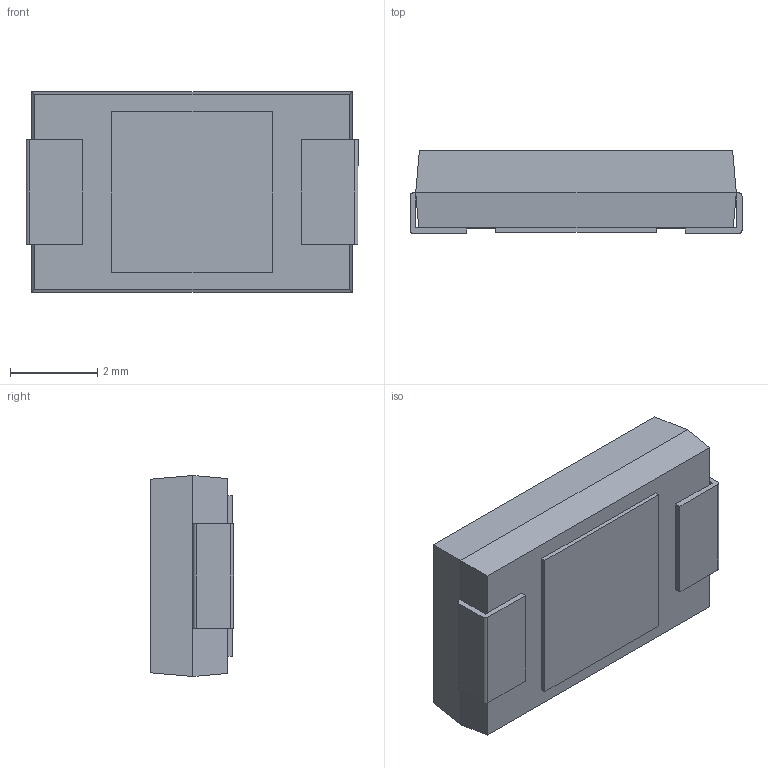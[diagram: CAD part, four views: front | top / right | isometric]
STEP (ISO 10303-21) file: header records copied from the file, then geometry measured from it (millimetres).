
FILE_DESCRIPTION (( 'STEP AP214' ), '1' );
FILE_NAME ('CTS7343V_L7.6W4.6H1.9S1.3F2.4.STEP', '2016-06-08T15:00:03', ( '' ), ( '' ), 'SwSTEP 2.0', 'SolidWorks 2014', '' );
FILE_SCHEMA (( 'AUTOMOTIVE_DESIGN' ));
Length unit declared in the file: millimetre
Products named in the file (5): Case_Cathode_14; Case_Anode_14; Case_Top_14; CTS7343V_L7.6W4.6H1.9S1.3F2.4; Case_Bottom_14
Assembly tree (4 placements, depth 2):
  CTS7343V_L7.6W4.6H1.9S1.3F2.4
    Case_Bottom_14
    Case_Top_14
    Case_Cathode_14
    Case_Anode_14
Bounding box: 7.6 x 1.9 x 4.6 mm (x, y, z)
Volume: 60.8 mm3; surface area: 199.1 mm2
Topology: 7 solids, 7 shells, 94 faces, 237 edges, 158 vertices
Faces by surface type: plane 90, cylinder 4
Entity records: 3621 total; most frequent: CARTESIAN_POINT 496, ORIENTED_EDGE 474, DIRECTION 447, EDGE_CURVE 237, VECTOR 229, LINE 229, VERTEX_POINT 158, AXIS2_PLACEMENT_3D 109
